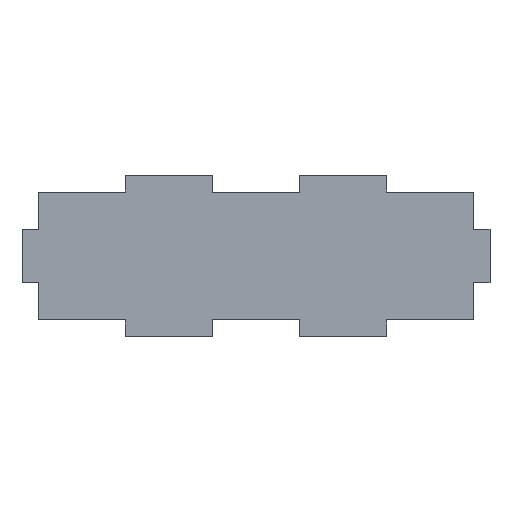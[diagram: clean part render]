
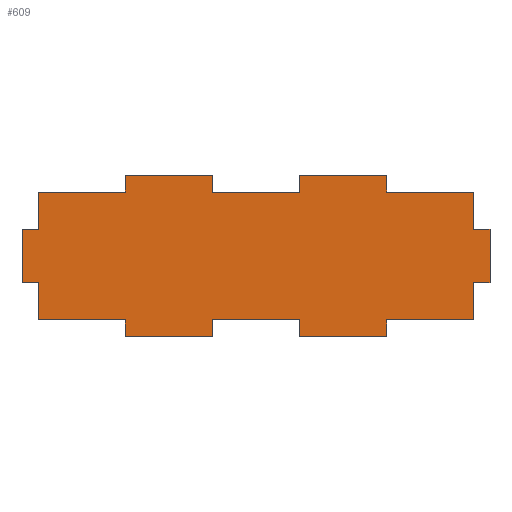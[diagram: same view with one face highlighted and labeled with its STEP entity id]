
A CAD part, top view. The second image highlights one B-rep face of the part: STEP entity #609.
In plain terms, the highlighted planar face has unit normal (0, 0, 1).
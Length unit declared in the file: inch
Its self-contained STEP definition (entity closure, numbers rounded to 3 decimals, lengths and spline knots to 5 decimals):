
#43=FACE_OUTER_BOUND('',#73,.T.);
#73=EDGE_LOOP('',(#495,#496,#497,#498,#499,#500,#501,#502,#503,#504,#505,
#506,#507,#508,#509,#510,#511,#512,#513,#514,#515,#516,#517,#518,#519,#520,
#521,#522));
#77=LINE('',#809,#161);
#80=LINE('',#815,#164);
#83=LINE('',#821,#167);
#86=LINE('',#827,#170);
#89=LINE('',#833,#173);
#92=LINE('',#839,#176);
#95=LINE('',#845,#179);
#98=LINE('',#851,#182);
#101=LINE('',#857,#185);
#104=LINE('',#863,#188);
#107=LINE('',#869,#191);
#110=LINE('',#875,#194);
#113=LINE('',#881,#197);
#116=LINE('',#887,#200);
#119=LINE('',#893,#203);
#122=LINE('',#899,#206);
#125=LINE('',#905,#209);
#128=LINE('',#911,#212);
#131=LINE('',#917,#215);
#134=LINE('',#923,#218);
#137=LINE('',#929,#221);
#140=LINE('',#935,#224);
#143=LINE('',#941,#227);
#146=LINE('',#947,#230);
#149=LINE('',#953,#233);
#152=LINE('',#959,#236);
#155=LINE('',#965,#239);
#158=LINE('',#969,#242);
#161=VECTOR('',#661,0.3937);
#164=VECTOR('',#666,0.3937);
#167=VECTOR('',#671,0.3937);
#170=VECTOR('',#676,0.3937);
#173=VECTOR('',#681,0.3937);
#176=VECTOR('',#686,0.3937);
#179=VECTOR('',#691,0.3937);
#182=VECTOR('',#696,0.3937);
#185=VECTOR('',#701,0.3937);
#188=VECTOR('',#706,0.3937);
#191=VECTOR('',#711,0.3937);
#194=VECTOR('',#716,0.3937);
#197=VECTOR('',#721,0.3937);
#200=VECTOR('',#726,0.3937);
#203=VECTOR('',#731,0.3937);
#206=VECTOR('',#736,0.3937);
#209=VECTOR('',#741,0.3937);
#212=VECTOR('',#746,0.3937);
#215=VECTOR('',#751,0.3937);
#218=VECTOR('',#756,0.3937);
#221=VECTOR('',#761,0.3937);
#224=VECTOR('',#766,0.3937);
#227=VECTOR('',#771,0.3937);
#230=VECTOR('',#776,0.3937);
#233=VECTOR('',#781,0.3937);
#236=VECTOR('',#786,0.3937);
#239=VECTOR('',#791,0.3937);
#242=VECTOR('',#796,0.3937);
#245=VERTEX_POINT('',#806);
#246=VERTEX_POINT('',#808);
#248=VERTEX_POINT('',#814);
#250=VERTEX_POINT('',#820);
#252=VERTEX_POINT('',#826);
#254=VERTEX_POINT('',#832);
#256=VERTEX_POINT('',#838);
#258=VERTEX_POINT('',#844);
#260=VERTEX_POINT('',#850);
#262=VERTEX_POINT('',#856);
#264=VERTEX_POINT('',#862);
#266=VERTEX_POINT('',#868);
#268=VERTEX_POINT('',#874);
#270=VERTEX_POINT('',#880);
#272=VERTEX_POINT('',#886);
#274=VERTEX_POINT('',#892);
#276=VERTEX_POINT('',#898);
#278=VERTEX_POINT('',#904);
#280=VERTEX_POINT('',#910);
#282=VERTEX_POINT('',#916);
#284=VERTEX_POINT('',#922);
#286=VERTEX_POINT('',#928);
#288=VERTEX_POINT('',#934);
#290=VERTEX_POINT('',#940);
#292=VERTEX_POINT('',#946);
#294=VERTEX_POINT('',#952);
#296=VERTEX_POINT('',#958);
#298=VERTEX_POINT('',#964);
#301=EDGE_CURVE('',#246,#245,#77,.T.);
#304=EDGE_CURVE('',#248,#246,#80,.T.);
#307=EDGE_CURVE('',#250,#248,#83,.T.);
#310=EDGE_CURVE('',#252,#250,#86,.T.);
#313=EDGE_CURVE('',#254,#252,#89,.T.);
#316=EDGE_CURVE('',#256,#254,#92,.T.);
#319=EDGE_CURVE('',#258,#256,#95,.T.);
#322=EDGE_CURVE('',#260,#258,#98,.T.);
#325=EDGE_CURVE('',#262,#260,#101,.T.);
#328=EDGE_CURVE('',#264,#262,#104,.T.);
#331=EDGE_CURVE('',#266,#264,#107,.T.);
#334=EDGE_CURVE('',#268,#266,#110,.T.);
#337=EDGE_CURVE('',#270,#268,#113,.T.);
#340=EDGE_CURVE('',#272,#270,#116,.T.);
#343=EDGE_CURVE('',#274,#272,#119,.T.);
#346=EDGE_CURVE('',#276,#274,#122,.T.);
#349=EDGE_CURVE('',#278,#276,#125,.T.);
#352=EDGE_CURVE('',#280,#278,#128,.T.);
#355=EDGE_CURVE('',#282,#280,#131,.T.);
#358=EDGE_CURVE('',#284,#282,#134,.T.);
#361=EDGE_CURVE('',#286,#284,#137,.T.);
#364=EDGE_CURVE('',#288,#286,#140,.T.);
#367=EDGE_CURVE('',#290,#288,#143,.T.);
#370=EDGE_CURVE('',#292,#290,#146,.T.);
#373=EDGE_CURVE('',#294,#292,#149,.T.);
#376=EDGE_CURVE('',#296,#294,#152,.T.);
#379=EDGE_CURVE('',#298,#296,#155,.T.);
#382=EDGE_CURVE('',#245,#298,#158,.T.);
#495=ORIENTED_EDGE('',*,*,#382,.T.);
#496=ORIENTED_EDGE('',*,*,#379,.T.);
#497=ORIENTED_EDGE('',*,*,#376,.T.);
#498=ORIENTED_EDGE('',*,*,#373,.T.);
#499=ORIENTED_EDGE('',*,*,#370,.T.);
#500=ORIENTED_EDGE('',*,*,#367,.T.);
#501=ORIENTED_EDGE('',*,*,#364,.T.);
#502=ORIENTED_EDGE('',*,*,#361,.T.);
#503=ORIENTED_EDGE('',*,*,#358,.T.);
#504=ORIENTED_EDGE('',*,*,#355,.T.);
#505=ORIENTED_EDGE('',*,*,#352,.T.);
#506=ORIENTED_EDGE('',*,*,#349,.T.);
#507=ORIENTED_EDGE('',*,*,#346,.T.);
#508=ORIENTED_EDGE('',*,*,#343,.T.);
#509=ORIENTED_EDGE('',*,*,#340,.T.);
#510=ORIENTED_EDGE('',*,*,#337,.T.);
#511=ORIENTED_EDGE('',*,*,#334,.T.);
#512=ORIENTED_EDGE('',*,*,#331,.T.);
#513=ORIENTED_EDGE('',*,*,#328,.T.);
#514=ORIENTED_EDGE('',*,*,#325,.T.);
#515=ORIENTED_EDGE('',*,*,#322,.T.);
#516=ORIENTED_EDGE('',*,*,#319,.T.);
#517=ORIENTED_EDGE('',*,*,#316,.T.);
#518=ORIENTED_EDGE('',*,*,#313,.T.);
#519=ORIENTED_EDGE('',*,*,#310,.T.);
#520=ORIENTED_EDGE('',*,*,#307,.T.);
#521=ORIENTED_EDGE('',*,*,#304,.T.);
#522=ORIENTED_EDGE('',*,*,#301,.T.);
#579=PLANE('',#653);
#609=ADVANCED_FACE('',(#43),#579,.T.);
#653=AXIS2_PLACEMENT_3D('',#970,#797,#798);
#661=DIRECTION('',(0.,-1.,0.));
#666=DIRECTION('',(-1.,0.,0.));
#671=DIRECTION('',(0.,1.,0.));
#676=DIRECTION('',(-1.,0.,0.));
#681=DIRECTION('',(0.,1.,0.));
#686=DIRECTION('',(-1.,0.,0.));
#691=DIRECTION('',(0.,1.,0.));
#696=DIRECTION('',(1.,0.,0.));
#701=DIRECTION('',(0.,1.,0.));
#706=DIRECTION('',(1.,0.,0.));
#711=DIRECTION('',(0.,1.,0.));
#716=DIRECTION('',(1.,0.,0.));
#721=DIRECTION('',(0.,-1.,0.));
#726=DIRECTION('',(1.,0.,0.));
#731=DIRECTION('',(0.,1.,0.));
#736=DIRECTION('',(1.,0.,0.));
#741=DIRECTION('',(0.,-1.,0.));
#746=DIRECTION('',(1.,0.,0.));
#751=DIRECTION('',(0.,-1.,0.));
#756=DIRECTION('',(1.,0.,0.));
#761=DIRECTION('',(0.,-1.,0.));
#766=DIRECTION('',(-1.,0.,0.));
#771=DIRECTION('',(0.,-1.,0.));
#776=DIRECTION('',(-1.,0.,0.));
#781=DIRECTION('',(0.,-1.,0.));
#786=DIRECTION('',(-1.,0.,0.));
#791=DIRECTION('',(0.,1.,0.));
#796=DIRECTION('',(-1.,0.,0.));
#797=DIRECTION('center_axis',(0.,0.,1.));
#798=DIRECTION('ref_axis',(1.,0.,0.));
#806=CARTESIAN_POINT('',(2.135,1.109,0.125));
#808=CARTESIAN_POINT('',(2.135,1.234,0.125));
#809=CARTESIAN_POINT('',(2.135,1.109,0.125));
#814=CARTESIAN_POINT('',(2.805,1.234,0.125));
#815=CARTESIAN_POINT('',(2.805,1.234,0.125));
#820=CARTESIAN_POINT('',(2.805,1.109,0.125));
#821=CARTESIAN_POINT('',(2.805,1.109,0.125));
#826=CARTESIAN_POINT('',(3.475,1.109,0.125));
#827=CARTESIAN_POINT('',(3.475,1.109,0.125));
#832=CARTESIAN_POINT('',(3.475,0.82267,0.125));
#833=CARTESIAN_POINT('',(3.475,0.82267,0.125));
#838=CARTESIAN_POINT('',(3.6,0.82267,0.125));
#839=CARTESIAN_POINT('',(3.475,0.82267,0.125));
#844=CARTESIAN_POINT('',(3.6,0.41133,0.125));
#845=CARTESIAN_POINT('',(3.6,0.41133,0.125));
#850=CARTESIAN_POINT('',(3.475,0.41133,0.125));
#851=CARTESIAN_POINT('',(3.475,0.41133,0.125));
#856=CARTESIAN_POINT('',(3.475,0.125,0.125));
#857=CARTESIAN_POINT('',(3.475,0.125,0.125));
#862=CARTESIAN_POINT('',(2.805,0.125,0.125));
#863=CARTESIAN_POINT('',(2.805,0.125,0.125));
#868=CARTESIAN_POINT('',(2.805,0.,0.125));
#869=CARTESIAN_POINT('',(2.805,0.125,0.125));
#874=CARTESIAN_POINT('',(2.135,0.,0.125));
#875=CARTESIAN_POINT('',(2.135,0.,0.125));
#880=CARTESIAN_POINT('',(2.135,0.125,0.125));
#881=CARTESIAN_POINT('',(2.135,0.125,0.125));
#886=CARTESIAN_POINT('',(1.465,0.125,0.125));
#887=CARTESIAN_POINT('',(1.465,0.125,0.125));
#892=CARTESIAN_POINT('',(1.465,0.,0.125));
#893=CARTESIAN_POINT('',(1.465,0.125,0.125));
#898=CARTESIAN_POINT('',(0.795,0.,0.125));
#899=CARTESIAN_POINT('',(0.795,0.,0.125));
#904=CARTESIAN_POINT('',(0.795,0.125,0.125));
#905=CARTESIAN_POINT('',(0.795,0.125,0.125));
#910=CARTESIAN_POINT('',(0.125,0.125,0.125));
#911=CARTESIAN_POINT('',(0.125,0.125,0.125));
#916=CARTESIAN_POINT('',(0.125,0.41133,0.125));
#917=CARTESIAN_POINT('',(0.125,0.41133,0.125));
#922=CARTESIAN_POINT('',(0.,0.41133,0.125));
#923=CARTESIAN_POINT('',(0.125,0.41133,0.125));
#928=CARTESIAN_POINT('',(0.,0.82267,0.125));
#929=CARTESIAN_POINT('',(0.,0.82267,0.125));
#934=CARTESIAN_POINT('',(0.125,0.82267,0.125));
#935=CARTESIAN_POINT('',(0.125,0.82267,0.125));
#940=CARTESIAN_POINT('',(0.125,1.109,0.125));
#941=CARTESIAN_POINT('',(0.125,1.109,0.125));
#946=CARTESIAN_POINT('',(0.795,1.109,0.125));
#947=CARTESIAN_POINT('',(0.795,1.109,0.125));
#952=CARTESIAN_POINT('',(0.795,1.234,0.125));
#953=CARTESIAN_POINT('',(0.795,1.109,0.125));
#958=CARTESIAN_POINT('',(1.465,1.234,0.125));
#959=CARTESIAN_POINT('',(1.465,1.234,0.125));
#964=CARTESIAN_POINT('',(1.465,1.109,0.125));
#965=CARTESIAN_POINT('',(1.465,1.109,0.125));
#969=CARTESIAN_POINT('',(2.135,1.109,0.125));
#970=CARTESIAN_POINT('Origin',(1.8,0.617,0.125));
